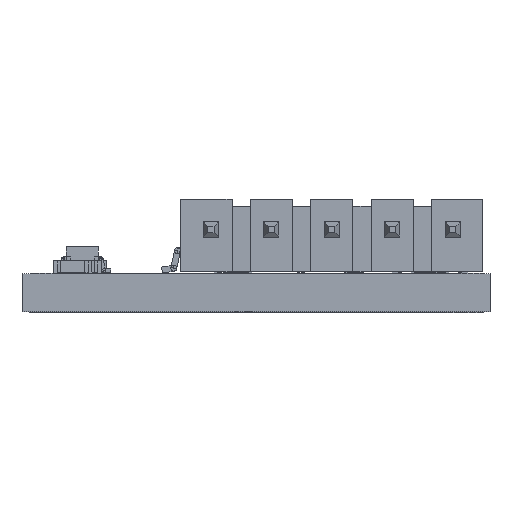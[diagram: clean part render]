
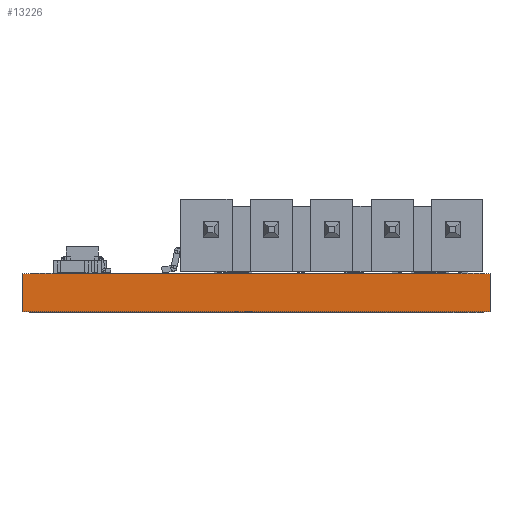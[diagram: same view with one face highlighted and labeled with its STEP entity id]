
A CAD part, front view. The second image highlights one B-rep face of the part: STEP entity #13226.
In plain terms, the highlighted planar face has unit normal (0, -1, 0).
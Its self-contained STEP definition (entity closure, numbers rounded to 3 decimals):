
#13087=CARTESIAN_POINT('',(-0.01,-0.021,-0.8));
#13088=VERTEX_POINT('',#13087);
#13089=CARTESIAN_POINT('',(-0.01,-0.021,0.8));
#13090=VERTEX_POINT('',#13089);
#13103=CARTESIAN_POINT('',(19.655,-0.021,-0.8));
#13104=VERTEX_POINT('',#13103);
#13105=CARTESIAN_POINT('',(19.655,-0.021,0.8));
#13106=VERTEX_POINT('',#13105);
#13131=DIRECTION('',(-19.665,0.,0.));
#13132=VECTOR('',#13131,1.);
#13133=LINE('',#13103,#13132);
#13134=DIRECTION('',(-19.665,0.,0.));
#13135=VECTOR('',#13134,1.);
#13136=LINE('',#13105,#13135);
#13137=DIRECTION('',(0.,0.,1.6));
#13138=VECTOR('',#13137,1.);
#13139=LINE('',#13087,#13138);
#13149=DIRECTION('',(0.,0.,1.6));
#13150=VECTOR('',#13149,1.);
#13151=LINE('',#13103,#13150);
#13158=EDGE_CURVE('',#13088,#13090,#13139,.T.);
#13160=ORIENTED_EDGE('',*,*,#13158,.F.);
#13188=EDGE_CURVE('',#13104,#13088,#13133,.T.);
#13190=ORIENTED_EDGE('',*,*,#13188,.F.);
#13191=EDGE_CURVE('',#13106,#13090,#13136,.T.);
#13192=ORIENTED_EDGE('',*,*,#13191,.T.);
#13194=EDGE_CURVE('',#13104,#13106,#13151,.T.);
#13195=ORIENTED_EDGE('',*,*,#13194,.T.);
#13221=EDGE_LOOP('',(#13195,#13192,#13160,#13190));
#13222=FACE_OUTER_BOUND('',#13221,.T.);
#13223=DIRECTION('',(0.,-386712225.,0.));
#13224=AXIS2_PLACEMENT_3D('',#13103,#13223,$);
#13225=PLANE('',#13224);
#13226=ADVANCED_FACE('',(#13222),#13225,.T.);
